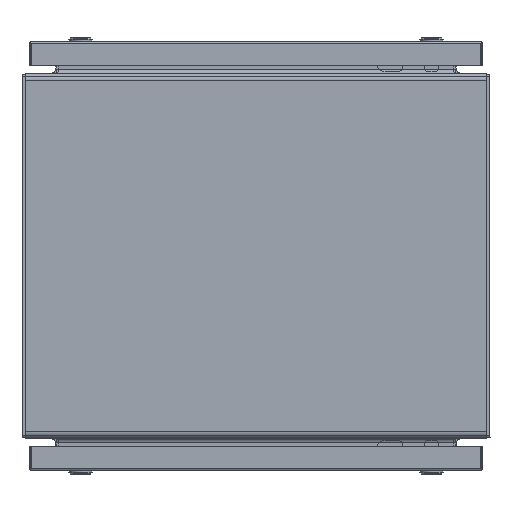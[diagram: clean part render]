
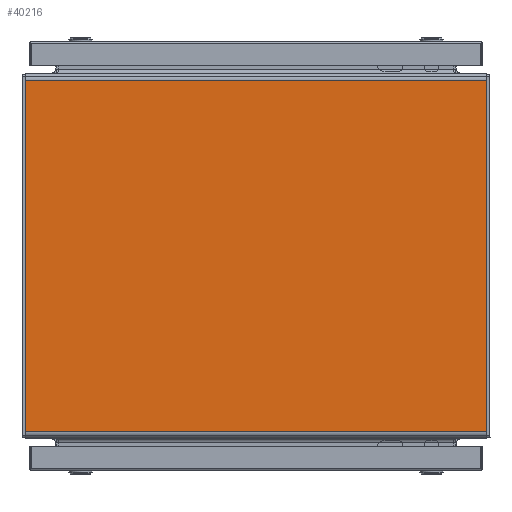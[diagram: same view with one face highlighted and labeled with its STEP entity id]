
A CAD part, left-side view. The second image highlights one B-rep face of the part: STEP entity #40216.
In plain terms, the highlighted planar face has unit normal (-1, 0, 0).
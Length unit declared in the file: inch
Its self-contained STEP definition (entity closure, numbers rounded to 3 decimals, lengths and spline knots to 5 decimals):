
#1312 = CARTESIAN_POINT ( 'NONE',  ( -30., -0.104, 6.0035 ) ) ;
#9195 = CARTESIAN_POINT ( 'NONE',  ( -30., -0.104, 0. ) ) ;
#17311 = DIRECTION ( 'NONE',  ( 0., 0., 1. ) ) ;
#18245 = CARTESIAN_POINT ( 'NONE',  ( -30., -8., 0. ) ) ;
#18375 = DIRECTION ( 'NONE',  ( 0., -1., 0. ) ) ;
#22344 = EDGE_LOOP ( 'NONE', ( #256661, #173359, #238925, #188217 ) ) ;
#31290 = VERTEX_POINT ( 'NONE', #138337 ) ;
#40216 = ADVANCED_FACE ( 'NONE', ( #161987 ), #80360, .T. ) ;
#52836 = EDGE_CURVE ( 'NONE', #221173, #31290, #126591, .T. ) ;
#58201 = CARTESIAN_POINT ( 'NONE',  ( -30., -15.896, 0. ) ) ;
#72639 = VERTEX_POINT ( 'NONE', #143242 ) ;
#79061 = DIRECTION ( 'NONE',  ( -1., 0., 0. ) ) ;
#80360 = PLANE ( 'NONE',  #223874 ) ;
#95921 = VERTEX_POINT ( 'NONE', #239869 ) ;
#104141 = EDGE_CURVE ( 'NONE', #72639, #221173, #184230, .T. ) ;
#120091 = VECTOR ( 'NONE', #207145, 39.37008 ) ;
#126591 = LINE ( 'NONE', #9195, #120091 ) ;
#127392 = CARTESIAN_POINT ( 'NONE',  ( -30., -8., 6.0035 ) ) ;
#138337 = CARTESIAN_POINT ( 'NONE',  ( -30., -0.104, -6.0035 ) ) ;
#141848 = VECTOR ( 'NONE', #17311, 39.37008 ) ;
#143242 = CARTESIAN_POINT ( 'NONE',  ( -30., -15.896, 6.0035 ) ) ;
#148448 = DIRECTION ( 'NONE',  ( 0., 1., 0. ) ) ;
#153861 = VECTOR ( 'NONE', #148448, 39.37008 ) ;
#161987 = FACE_OUTER_BOUND ( 'NONE', #22344, .T. ) ;
#169039 = VECTOR ( 'NONE', #18375, 39.37008 ) ;
#173359 = ORIENTED_EDGE ( 'NONE', *, *, #52836, .T. ) ;
#178064 = CARTESIAN_POINT ( 'NONE',  ( -30., -8., -6.0035 ) ) ;
#184230 = LINE ( 'NONE', #127392, #153861 ) ;
#188217 = ORIENTED_EDGE ( 'NONE', *, *, #227339, .T. ) ;
#200704 = LINE ( 'NONE', #58201, #141848 ) ;
#207145 = DIRECTION ( 'NONE',  ( 0., 0., -1. ) ) ;
#217627 = LINE ( 'NONE', #178064, #169039 ) ;
#221173 = VERTEX_POINT ( 'NONE', #1312 ) ;
#221383 = DIRECTION ( 'NONE',  ( 0., 0., -1. ) ) ;
#223874 = AXIS2_PLACEMENT_3D ( 'NONE', #18245, #79061, #221383 ) ;
#227339 = EDGE_CURVE ( 'NONE', #95921, #72639, #200704, .T. ) ;
#229411 = EDGE_CURVE ( 'NONE', #31290, #95921, #217627, .T. ) ;
#238925 = ORIENTED_EDGE ( 'NONE', *, *, #229411, .T. ) ;
#239869 = CARTESIAN_POINT ( 'NONE',  ( -30., -15.896, -6.0035 ) ) ;
#256661 = ORIENTED_EDGE ( 'NONE', *, *, #104141, .T. ) ;
